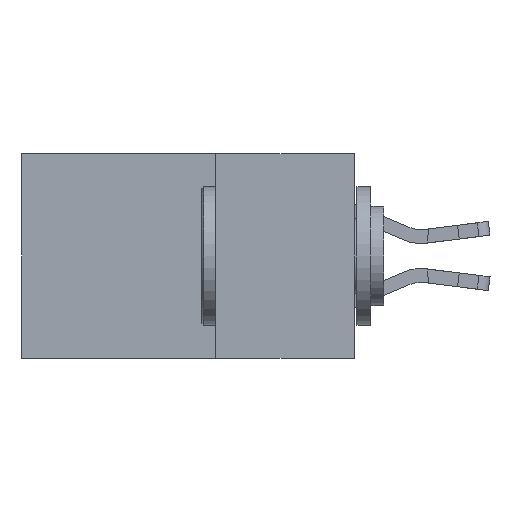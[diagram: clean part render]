
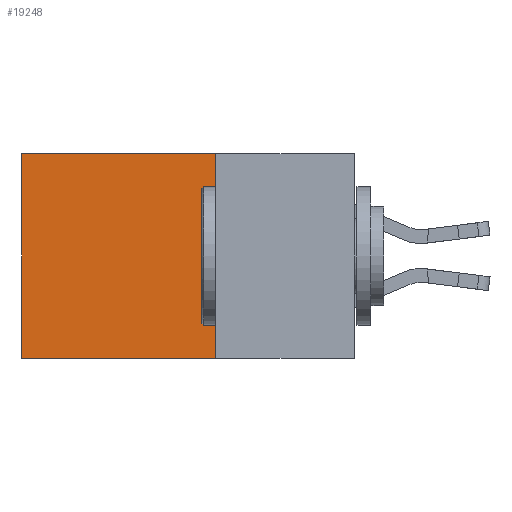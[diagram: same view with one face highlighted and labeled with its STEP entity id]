
A CAD part, left-side view. The second image highlights one B-rep face of the part: STEP entity #19248.
In plain terms, the highlighted planar face has unit normal (-1, 0, 0).
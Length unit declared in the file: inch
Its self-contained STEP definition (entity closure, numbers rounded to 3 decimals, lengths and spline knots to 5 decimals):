
#362 = DIRECTION ( 'NONE',  ( 0., 1., 0. ) ) ;
#859 = EDGE_CURVE ( 'NONE', #3567, #8050, #4845, .T. ) ;
#1159 = LINE ( 'NONE', #3928, #17739 ) ;
#1836 = CARTESIAN_POINT ( 'NONE',  ( 0.298, 0.25, 0. ) ) ;
#3037 = VERTEX_POINT ( 'NONE', #4735 ) ;
#3201 = EDGE_CURVE ( 'NONE', #3567, #18119, #1159, .T. ) ;
#3567 = VERTEX_POINT ( 'NONE', #1836 ) ;
#3928 = CARTESIAN_POINT ( 'NONE',  ( 0.298, 0.25, 0. ) ) ;
#4084 = CARTESIAN_POINT ( 'NONE',  ( 0.298, 0.25, 0. ) ) ;
#4735 = CARTESIAN_POINT ( 'NONE',  ( 0.298, 0.6, -0.37 ) ) ;
#4845 = LINE ( 'NONE', #4084, #12522 ) ;
#5621 = AXIS2_PLACEMENT_3D ( 'NONE', #16179, #19725, #13567 ) ;
#8050 = VERTEX_POINT ( 'NONE', #9481 ) ;
#8698 = ORIENTED_EDGE ( 'NONE', *, *, #3201, .T. ) ;
#8915 = FACE_OUTER_BOUND ( 'NONE', #19413, .T. ) ;
#9481 = CARTESIAN_POINT ( 'NONE',  ( 0.298, 0.25, -0.37 ) ) ;
#9687 = LINE ( 'NONE', #16471, #14722 ) ;
#10320 = DIRECTION ( 'NONE',  ( 0., 0., -1. ) ) ;
#11182 = VECTOR ( 'NONE', #15755, 39.37008 ) ;
#11738 = CARTESIAN_POINT ( 'NONE',  ( 0.298, 0.6, 0. ) ) ;
#12522 = VECTOR ( 'NONE', #10320, 39.37008 ) ;
#12859 = LINE ( 'NONE', #18853, #11182 ) ;
#13180 = PLANE ( 'NONE',  #5621 ) ;
#13567 = DIRECTION ( 'NONE',  ( 0., 0., -1. ) ) ;
#14281 = ORIENTED_EDGE ( 'NONE', *, *, #859, .F. ) ;
#14463 = EDGE_CURVE ( 'NONE', #8050, #3037, #9687, .T. ) ;
#14722 = VECTOR ( 'NONE', #18033, 39.37008 ) ;
#14765 = ORIENTED_EDGE ( 'NONE', *, *, #14463, .F. ) ;
#15298 = EDGE_CURVE ( 'NONE', #18119, #3037, #12859, .T. ) ;
#15499 = ORIENTED_EDGE ( 'NONE', *, *, #15298, .T. ) ;
#15755 = DIRECTION ( 'NONE',  ( 0., 0., -1. ) ) ;
#16179 = CARTESIAN_POINT ( 'NONE',  ( 0.298, 0.25, 0. ) ) ;
#16471 = CARTESIAN_POINT ( 'NONE',  ( 0.298, 0.25, -0.37 ) ) ;
#17739 = VECTOR ( 'NONE', #362, 39.37008 ) ;
#18033 = DIRECTION ( 'NONE',  ( 0., 1., 0. ) ) ;
#18119 = VERTEX_POINT ( 'NONE', #11738 ) ;
#18853 = CARTESIAN_POINT ( 'NONE',  ( 0.298, 0.6, 0. ) ) ;
#19248 = ADVANCED_FACE ( 'NONE', ( #8915 ), #13180, .F. ) ;
#19413 = EDGE_LOOP ( 'NONE', ( #15499, #14765, #14281, #8698 ) ) ;
#19725 = DIRECTION ( 'NONE',  ( 1., 0., 0. ) ) ;
